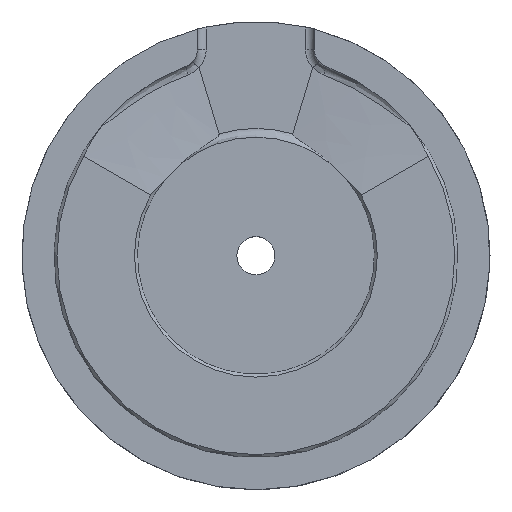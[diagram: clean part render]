
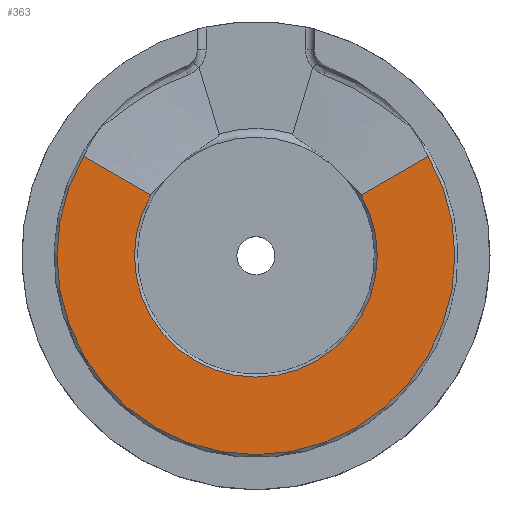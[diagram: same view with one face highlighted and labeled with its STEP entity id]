
A CAD part, top view. The second image highlights one B-rep face of the part: STEP entity #363.
In plain terms, the highlighted planar face has unit normal (0, 0, 1).
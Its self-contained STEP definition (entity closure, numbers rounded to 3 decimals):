
#23=PLANE('',#404);
#56=FACE_OUTER_BOUND('',#80,.T.);
#80=EDGE_LOOP('',(#331,#332,#333,#334));
#108=LINE('',#717,#116);
#112=LINE('',#825,#120);
#116=VECTOR('',#430,13.25);
#120=VECTOR('',#450,13.25);
#140=CIRCLE('',#395,34.);
#142=CIRCLE('',#398,20.75);
#160=VERTEX_POINT('',#711);
#161=VERTEX_POINT('',#716);
#173=VERTEX_POINT('',#819);
#174=VERTEX_POINT('',#824);
#200=EDGE_CURVE('',#161,#160,#108,.T.);
#217=EDGE_CURVE('',#174,#173,#112,.T.);
#228=EDGE_CURVE('',#173,#161,#140,.T.);
#230=EDGE_CURVE('',#174,#160,#142,.F.);
#331=ORIENTED_EDGE('',*,*,#228,.T.);
#332=ORIENTED_EDGE('',*,*,#200,.T.);
#333=ORIENTED_EDGE('',*,*,#230,.F.);
#334=ORIENTED_EDGE('',*,*,#217,.T.);
#363=ADVANCED_FACE('',(#56),#23,.T.);
#395=AXIS2_PLACEMENT_3D('',#969,#471,#472);
#398=AXIS2_PLACEMENT_3D('',#972,#477,#478);
#404=AXIS2_PLACEMENT_3D('',#981,#489,#490);
#430=DIRECTION('',(-0.866,-0.5,0.));
#450=DIRECTION('',(-0.866,0.5,0.));
#471=DIRECTION('center_axis',(0.,0.,1.));
#472=DIRECTION('ref_axis',(0.,-1.,0.));
#477=DIRECTION('center_axis',(0.,0.,-1.));
#478=DIRECTION('ref_axis',(-1.,0.,0.));
#489=DIRECTION('center_axis',(0.,0.,1.));
#490=DIRECTION('ref_axis',(1.,0.,0.));
#711=CARTESIAN_POINT('',(17.97,10.375,10.));
#716=CARTESIAN_POINT('',(29.445,17.,10.));
#717=CARTESIAN_POINT('',(29.878,17.25,10.));
#819=CARTESIAN_POINT('',(-29.445,17.,10.));
#824=CARTESIAN_POINT('',(-17.97,10.375,10.));
#825=CARTESIAN_POINT('',(-17.537,10.125,10.));
#969=CARTESIAN_POINT('Origin',(0.,0.,10.));
#972=CARTESIAN_POINT('Origin',(0.,0.,10.));
#981=CARTESIAN_POINT('Origin',(0.,-8.423,
10.));
